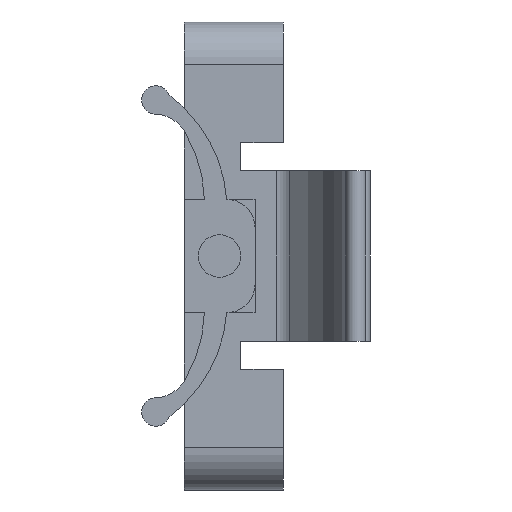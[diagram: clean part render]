
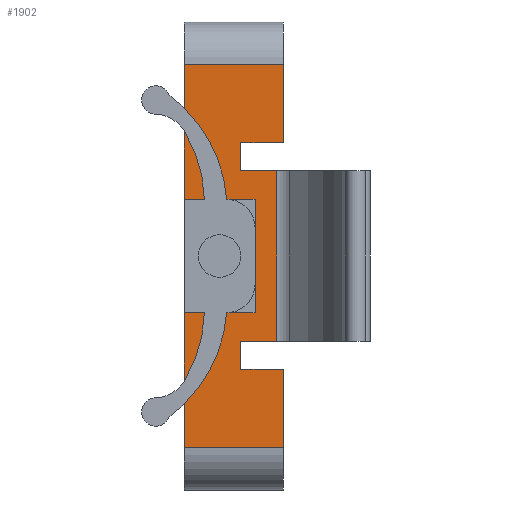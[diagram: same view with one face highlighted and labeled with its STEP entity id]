
A CAD part, front view. The second image highlights one B-rep face of the part: STEP entity #1902.
In plain terms, the highlighted planar face has unit normal (0, -1, 0).
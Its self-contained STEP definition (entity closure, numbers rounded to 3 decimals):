
#63=DIRECTION('',(0.,0.,-1.));
#64=VECTOR('',#63,9.5);
#65=CARTESIAN_POINT('',(-3.5,-16.5,13.5));
#66=LINE('',#65,#64);
#71=DIRECTION('',(0.,0.,-1.));
#72=VECTOR('',#71,9.5);
#73=CARTESIAN_POINT('',(-3.5,-16.5,-4.));
#74=LINE('',#73,#72);
#229=DIRECTION('',(0.,0.,-1.));
#230=VECTOR('',#229,12.);
#231=CARTESIAN_POINT('',(3.016,-16.5,6.));
#232=LINE('',#231,#230);
#233=DIRECTION('',(-1.,0.,0.));
#234=VECTOR('',#233,2.516);
#235=CARTESIAN_POINT('',(3.016,-16.5,-6.));
#236=LINE('',#235,#234);
#237=DIRECTION('',(0.,0.,-1.));
#238=VECTOR('',#237,2.);
#239=CARTESIAN_POINT('',(0.5,-16.5,-6.));
#240=LINE('',#239,#238);
#241=DIRECTION('',(-1.,0.,0.));
#242=VECTOR('',#241,3.);
#243=CARTESIAN_POINT('',(3.5,-16.5,-8.));
#244=LINE('',#243,#242);
#245=DIRECTION('',(1.,0.,0.));
#246=VECTOR('',#245,5.);
#247=CARTESIAN_POINT('',(-3.5,-16.5,-4.));
#248=LINE('',#247,#246);
#249=DIRECTION('',(0.,0.,1.));
#250=VECTOR('',#249,8.);
#251=CARTESIAN_POINT('',(1.5,-16.5,-4.));
#252=LINE('',#251,#250);
#253=DIRECTION('',(1.,0.,0.));
#254=VECTOR('',#253,5.);
#255=CARTESIAN_POINT('',(-3.5,-16.5,4.));
#256=LINE('',#255,#254);
#257=DIRECTION('',(1.,0.,0.));
#258=VECTOR('',#257,7.);
#259=CARTESIAN_POINT('',(-3.5,-16.5,13.5));
#260=LINE('',#259,#258);
#261=DIRECTION('',(-1.,0.,0.));
#262=VECTOR('',#261,3.);
#263=CARTESIAN_POINT('',(3.5,-16.5,8.));
#264=LINE('',#263,#262);
#265=DIRECTION('',(0.,0.,-1.));
#266=VECTOR('',#265,2.);
#267=CARTESIAN_POINT('',(0.5,-16.5,8.));
#268=LINE('',#267,#266);
#269=DIRECTION('',(-1.,0.,0.));
#270=VECTOR('',#269,2.516);
#271=CARTESIAN_POINT('',(3.016,-16.5,6.));
#272=LINE('',#271,#270);
#345=DIRECTION('',(0.,0.,-1.));
#346=VECTOR('',#345,5.5);
#347=CARTESIAN_POINT('',(3.5,-16.5,13.5));
#348=LINE('',#347,#346);
#389=DIRECTION('',(0.,0.,-1.));
#390=VECTOR('',#389,5.5);
#391=CARTESIAN_POINT('',(3.5,-16.5,-8.));
#392=LINE('',#391,#390);
#945=DIRECTION('',(1.,0.,0.));
#946=VECTOR('',#945,7.);
#947=CARTESIAN_POINT('',(-3.5,-16.5,-13.5));
#948=LINE('',#947,#946);
#1235=CARTESIAN_POINT('',(-3.5,-16.5,13.5));
#1236=VERTEX_POINT('',#1235);
#1237=CARTESIAN_POINT('',(-3.5,-16.5,-13.5));
#1239=VERTEX_POINT('',#1237);
#1251=CARTESIAN_POINT('',(3.5,-16.5,13.5));
#1252=VERTEX_POINT('',#1251);
#1253=CARTESIAN_POINT('',(3.5,-16.5,-13.5));
#1255=VERTEX_POINT('',#1253);
#1297=CARTESIAN_POINT('',(-3.5,-16.5,-4.));
#1298=CARTESIAN_POINT('',(1.5,-16.5,-4.));
#1299=VERTEX_POINT('',#1297);
#1300=VERTEX_POINT('',#1298);
#1301=CARTESIAN_POINT('',(1.5,-16.5,4.));
#1302=VERTEX_POINT('',#1301);
#1303=CARTESIAN_POINT('',(-3.5,-16.5,4.));
#1304=VERTEX_POINT('',#1303);
#1325=CARTESIAN_POINT('',(3.5,-16.5,8.));
#1327=VERTEX_POINT('',#1325);
#1329=CARTESIAN_POINT('',(3.5,-16.5,-8.));
#1331=VERTEX_POINT('',#1329);
#1333=CARTESIAN_POINT('',(0.5,-16.5,8.));
#1334=VERTEX_POINT('',#1333);
#1335=CARTESIAN_POINT('',(0.5,-16.5,6.));
#1336=VERTEX_POINT('',#1335);
#1337=CARTESIAN_POINT('',(0.5,-16.5,-6.));
#1338=CARTESIAN_POINT('',(0.5,-16.5,-8.));
#1339=VERTEX_POINT('',#1337);
#1340=VERTEX_POINT('',#1338);
#1549=CARTESIAN_POINT('',(3.016,-16.5,6.));
#1550=CARTESIAN_POINT('',(3.016,-16.5,-6.));
#1551=VERTEX_POINT('',#1549);
#1552=VERTEX_POINT('',#1550);
#1867=CARTESIAN_POINT('',(-3.5,-16.5,13.5));
#1868=DIRECTION('',(0.,-1.,0.));
#1869=DIRECTION('',(0.,0.,-1.));
#1870=AXIS2_PLACEMENT_3D('',#1867,#1868,#1869);
#1871=PLANE('',#1870);
#1872=ORIENTED_EDGE('',*,*,#1858,.T.);
#1874=ORIENTED_EDGE('',*,*,#1873,.T.);
#1876=ORIENTED_EDGE('',*,*,#1875,.T.);
#1878=ORIENTED_EDGE('',*,*,#1877,.F.);
#1880=ORIENTED_EDGE('',*,*,#1879,.T.);
#1882=ORIENTED_EDGE('',*,*,#1881,.F.);
#1883=ORIENTED_EDGE('',*,*,#1626,.F.);
#1885=ORIENTED_EDGE('',*,*,#1884,.T.);
#1887=ORIENTED_EDGE('',*,*,#1886,.T.);
#1889=ORIENTED_EDGE('',*,*,#1888,.F.);
#1890=ORIENTED_EDGE('',*,*,#1618,.F.);
#1892=ORIENTED_EDGE('',*,*,#1891,.T.);
#1894=ORIENTED_EDGE('',*,*,#1893,.T.);
#1896=ORIENTED_EDGE('',*,*,#1895,.T.);
#1898=ORIENTED_EDGE('',*,*,#1897,.T.);
#1899=ORIENTED_EDGE('',*,*,#1823,.F.);
#1900=EDGE_LOOP('',(#1872,#1874,#1876,#1878,#1880,#1882,#1883,#1885,#1887,#1889,
#1890,#1892,#1894,#1896,#1898,#1899));
#1901=FACE_OUTER_BOUND('',#1900,.F.);
#1902=ADVANCED_FACE('',(#1901),#1871,.T.);
#1618=EDGE_CURVE('',#1236,#1304,#66,.T.);
#1626=EDGE_CURVE('',#1299,#1239,#74,.T.);
#1823=EDGE_CURVE('',#1551,#1336,#272,.T.);
#1858=EDGE_CURVE('',#1551,#1552,#232,.T.);
#1873=EDGE_CURVE('',#1552,#1339,#236,.T.);
#1875=EDGE_CURVE('',#1339,#1340,#240,.T.);
#1877=EDGE_CURVE('',#1331,#1340,#244,.T.);
#1879=EDGE_CURVE('',#1331,#1255,#392,.T.);
#1881=EDGE_CURVE('',#1239,#1255,#948,.T.);
#1884=EDGE_CURVE('',#1299,#1300,#248,.T.);
#1886=EDGE_CURVE('',#1300,#1302,#252,.T.);
#1888=EDGE_CURVE('',#1304,#1302,#256,.T.);
#1891=EDGE_CURVE('',#1236,#1252,#260,.T.);
#1893=EDGE_CURVE('',#1252,#1327,#348,.T.);
#1895=EDGE_CURVE('',#1327,#1334,#264,.T.);
#1897=EDGE_CURVE('',#1334,#1336,#268,.T.);
